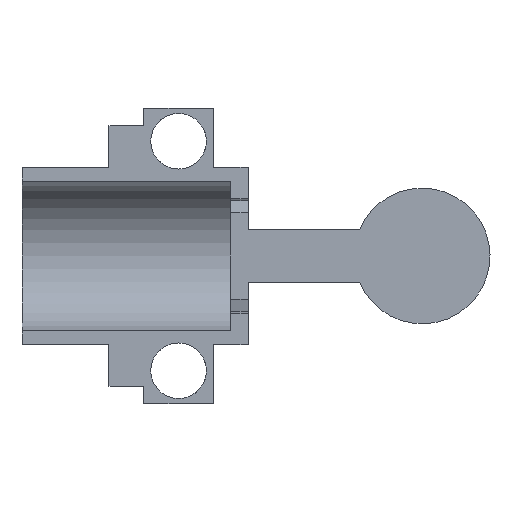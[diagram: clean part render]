
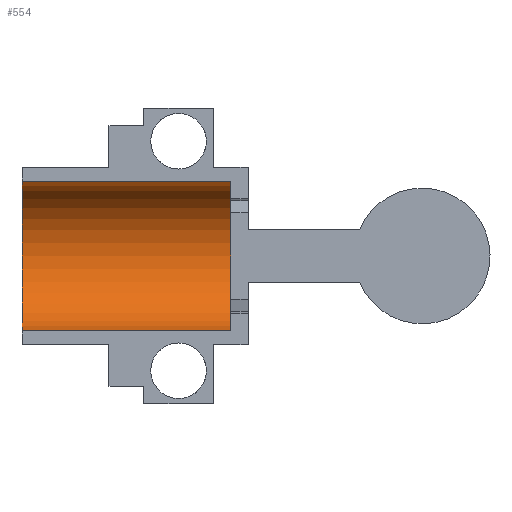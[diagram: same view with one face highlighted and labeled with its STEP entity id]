
A CAD part, left-side view. The second image highlights one B-rep face of the part: STEP entity #554.
In plain terms, the highlighted cylindrical face has radius 4.3 mm (diameter 8.6 mm), a partial arc.
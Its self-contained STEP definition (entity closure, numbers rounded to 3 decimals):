
#68 = ORIENTED_EDGE ( 'NONE', *, *, #1267, .F. ) ;
#85 = CARTESIAN_POINT ( 'NONE',  ( 0., 13., -4.3 ) ) ;
#89 = EDGE_CURVE ( 'NONE', #386, #789, #136, .T. ) ;
#101 = ORIENTED_EDGE ( 'NONE', *, *, #613, .T. ) ;
#102 = CARTESIAN_POINT ( 'NONE',  ( 0., 13., 0. ) ) ;
#136 = CIRCLE ( 'NONE', #566, 4.3 ) ;
#203 = ORIENTED_EDGE ( 'NONE', *, *, #680, .F. ) ;
#295 = LINE ( 'NONE', #726, #478 ) ;
#366 = DIRECTION ( 'NONE',  ( 0., -1., 0. ) ) ;
#386 = VERTEX_POINT ( 'NONE', #488 ) ;
#390 = DIRECTION ( 'NONE',  ( 0., -1., 0. ) ) ;
#423 = DIRECTION ( 'NONE',  ( 0., 1., 0. ) ) ;
#452 = DIRECTION ( 'NONE',  ( 0., 0., 1. ) ) ;
#478 = VECTOR ( 'NONE', #390, 1000. ) ;
#488 = CARTESIAN_POINT ( 'NONE',  ( 0., 13., 4.3 ) ) ;
#554 = ADVANCED_FACE ( 'NONE', ( #1236 ), #817, .F. ) ;
#566 = AXIS2_PLACEMENT_3D ( 'NONE', #102, #903, #452 ) ;
#567 = EDGE_LOOP ( 'NONE', ( #203, #936, #68, #101 ) ) ;
#610 = CARTESIAN_POINT ( 'NONE',  ( 0., 1., -4.3 ) ) ;
#613 = EDGE_CURVE ( 'NONE', #1082, #1329, #1260, .T. ) ;
#634 = AXIS2_PLACEMENT_3D ( 'NONE', #695, #1030, #1145 ) ;
#680 = EDGE_CURVE ( 'NONE', #386, #1329, #295, .T. ) ;
#695 = CARTESIAN_POINT ( 'NONE',  ( 0., 13., 0. ) ) ;
#726 = CARTESIAN_POINT ( 'NONE',  ( 0., 13., 4.3 ) ) ;
#768 = CARTESIAN_POINT ( 'NONE',  ( 0., 1., 4.3 ) ) ;
#789 = VERTEX_POINT ( 'NONE', #1413 ) ;
#817 = CYLINDRICAL_SURFACE ( 'NONE', #634, 4.3 ) ;
#900 = DIRECTION ( 'NONE',  ( 0., 0., 1. ) ) ;
#903 = DIRECTION ( 'NONE',  ( 0., 1., 0. ) ) ;
#936 = ORIENTED_EDGE ( 'NONE', *, *, #89, .T. ) ;
#975 = LINE ( 'NONE', #85, #1263 ) ;
#1030 = DIRECTION ( 'NONE',  ( 0., -1., 0. ) ) ;
#1082 = VERTEX_POINT ( 'NONE', #610 ) ;
#1145 = DIRECTION ( 'NONE',  ( 0., 0., -1. ) ) ;
#1236 = FACE_OUTER_BOUND ( 'NONE', #567, .T. ) ;
#1260 = CIRCLE ( 'NONE', #1433, 4.3 ) ;
#1263 = VECTOR ( 'NONE', #423, 1000. ) ;
#1267 = EDGE_CURVE ( 'NONE', #1082, #789, #975, .T. ) ;
#1329 = VERTEX_POINT ( 'NONE', #768 ) ;
#1364 = CARTESIAN_POINT ( 'NONE',  ( 0., 1., 0. ) ) ;
#1413 = CARTESIAN_POINT ( 'NONE',  ( 0., 13., -4.3 ) ) ;
#1433 = AXIS2_PLACEMENT_3D ( 'NONE', #1364, #366, #900 ) ;
